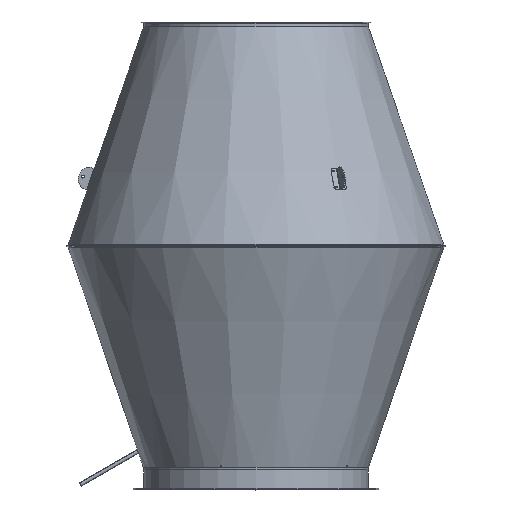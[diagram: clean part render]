
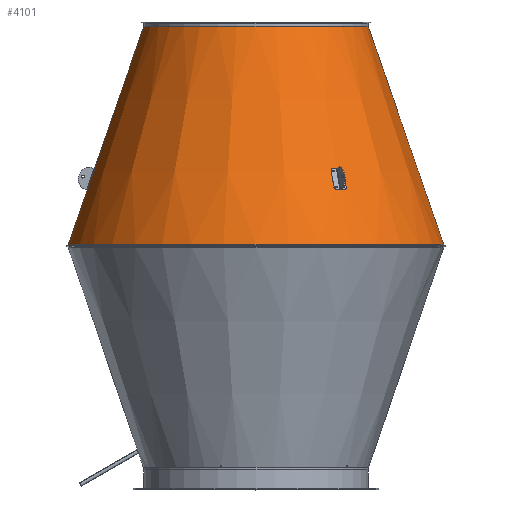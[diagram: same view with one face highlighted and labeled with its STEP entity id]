
A CAD part, top view. The second image highlights one B-rep face of the part: STEP entity #4101.
In plain terms, the highlighted conical face has half-angle 19.098 degrees and reference radius 401.2 mm.
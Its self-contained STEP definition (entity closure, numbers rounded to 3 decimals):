
#513=CIRCLE('',#4426,401.2);
#514=CIRCLE('',#4428,670.801);
#758=LINE('',#7074,#996);
#783=LINE('',#7149,#1021);
#996=VECTOR('',#5052,824.023);
#1021=VECTOR('',#5125,824.023);
#1192=CONICAL_SURFACE('',#4427,401.2,19.098);
#1285=FACE_OUTER_BOUND('',#1538,.T.);
#1538=EDGE_LOOP('',(#3045,#3046,#3047,#3048));
#1923=VERTEX_POINT('',#7066);
#1925=VERTEX_POINT('',#7072);
#1949=VERTEX_POINT('',#7141);
#1951=VERTEX_POINT('',#7147);
#2310=EDGE_CURVE('',#1923,#1925,#758,.T.);
#2347=EDGE_CURVE('',#1951,#1949,#783,.T.);
#2371=EDGE_CURVE('',#1951,#1923,#513,.T.);
#2372=EDGE_CURVE('',#1949,#1925,#514,.T.);
#3045=ORIENTED_EDGE('',*,*,#2310,.T.);
#3046=ORIENTED_EDGE('',*,*,#2372,.F.);
#3047=ORIENTED_EDGE('',*,*,#2347,.F.);
#3048=ORIENTED_EDGE('',*,*,#2371,.T.);
#4101=ADVANCED_FACE('',(#1285),#1192,.T.);
#4426=AXIS2_PLACEMENT_3D('',#7196,#5182,#5183);
#4427=AXIS2_PLACEMENT_3D('',#7197,#5184,#5185);
#4428=AXIS2_PLACEMENT_3D('',#7198,#5186,#5187);
#5052=DIRECTION('',(0.327,0.945,0.));
#5125=DIRECTION('',(0.327,0.945,0.));
#5182=DIRECTION('center_axis',(0.,1.,0.));
#5183=DIRECTION('ref_axis',(1.,0.,0.));
#5184=DIRECTION('center_axis',(0.,1.,0.));
#5185=DIRECTION('ref_axis',(1.,0.,0.));
#5186=DIRECTION('center_axis',(0.,1.,0.));
#5187=DIRECTION('ref_axis',(1.,0.,0.));
#7066=CARTESIAN_POINT('',(401.2,14.992,0.007));
#7072=CARTESIAN_POINT('',(670.801,793.662,0.012));
#7074=CARTESIAN_POINT('',(401.2,14.992,0.007));
#7141=CARTESIAN_POINT('',(670.801,793.662,0.));
#7147=CARTESIAN_POINT('',(401.2,14.992,0.));
#7149=CARTESIAN_POINT('',(401.2,14.992,0.));
#7196=CARTESIAN_POINT('Origin',(0.,14.992,0.));
#7197=CARTESIAN_POINT('Origin',(0.,14.992,0.));
#7198=CARTESIAN_POINT('Origin',(0.,793.662,0.));
